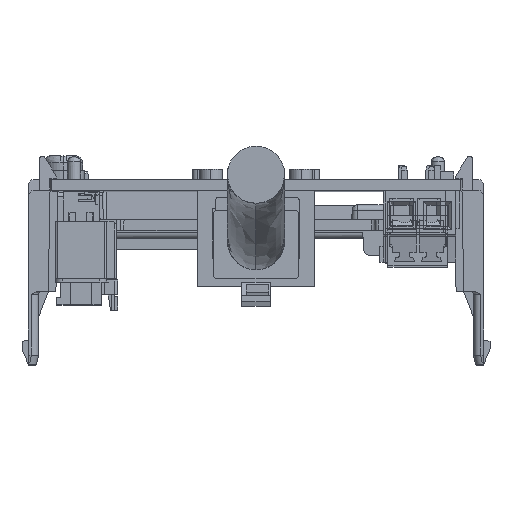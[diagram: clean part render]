
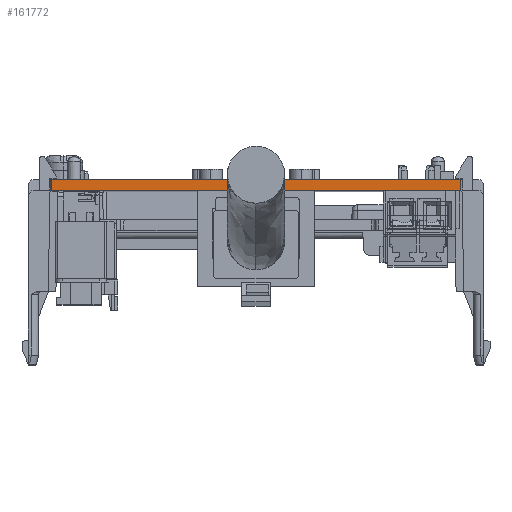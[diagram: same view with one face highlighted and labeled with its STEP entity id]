
A CAD part, top view. The second image highlights one B-rep face of the part: STEP entity #161772.
In plain terms, the highlighted planar face has unit normal (0, 0, 1).
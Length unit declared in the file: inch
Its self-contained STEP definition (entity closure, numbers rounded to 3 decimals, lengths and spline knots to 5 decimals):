
#4081 = DIRECTION ( 'NONE',  ( 1., 0., 0. ) ) ;
#10490 = EDGE_CURVE ( 'NONE', #56009, #145865, #94802, .T. ) ;
#11087 = AXIS2_PLACEMENT_3D ( 'NONE', #68766, #17445, #4081 ) ;
#17445 = DIRECTION ( 'NONE',  ( 0., 0., 1. ) ) ;
#19165 = CARTESIAN_POINT ( 'NONE',  ( -1.12992, -0.0315, 0. ) ) ;
#27707 = LINE ( 'NONE', #94830, #159571 ) ;
#29020 = DIRECTION ( 'NONE',  ( -1., 0., 0. ) ) ;
#31964 = PLANE ( 'NONE',  #11087 ) ;
#34252 = DIRECTION ( 'NONE',  ( -1., 0., 0. ) ) ;
#44992 = CARTESIAN_POINT ( 'NONE',  ( 1.12992, -0.0315, 0. ) ) ;
#45750 = LINE ( 'NONE', #19165, #133742 ) ;
#49297 = ORIENTED_EDGE ( 'NONE', *, *, #129244, .F. ) ;
#55581 = EDGE_CURVE ( 'NONE', #56009, #130650, #72905, .T. ) ;
#56009 = VERTEX_POINT ( 'NONE', #160616 ) ;
#56864 = VECTOR ( 'NONE', #34252, 39.37008 ) ;
#68766 = CARTESIAN_POINT ( 'NONE',  ( 1.12992, -0.0315, 0. ) ) ;
#68906 = EDGE_CURVE ( 'NONE', #145865, #92194, #27707, .T. ) ;
#72905 = LINE ( 'NONE', #160455, #56864 ) ;
#92025 = CARTESIAN_POINT ( 'NONE',  ( -1.12992, 0.0315, 0. ) ) ;
#92194 = VERTEX_POINT ( 'NONE', #92025 ) ;
#94802 = LINE ( 'NONE', #44992, #98814 ) ;
#94830 = CARTESIAN_POINT ( 'NONE',  ( 1.12992, 0.0315, 0. ) ) ;
#95788 = DIRECTION ( 'NONE',  ( 0., 1., 0. ) ) ;
#98814 = VECTOR ( 'NONE', #95788, 39.37008 ) ;
#116224 = ORIENTED_EDGE ( 'NONE', *, *, #55581, .F. ) ;
#117405 = ORIENTED_EDGE ( 'NONE', *, *, #10490, .T. ) ;
#117912 = ORIENTED_EDGE ( 'NONE', *, *, #68906, .T. ) ;
#125998 = EDGE_LOOP ( 'NONE', ( #49297, #116224, #117405, #117912 ) ) ;
#129244 = EDGE_CURVE ( 'NONE', #130650, #92194, #45750, .T. ) ;
#130650 = VERTEX_POINT ( 'NONE', #151551 ) ;
#133742 = VECTOR ( 'NONE', #147546, 39.37008 ) ;
#145698 = CARTESIAN_POINT ( 'NONE',  ( 1.12992, 0.0315, 0. ) ) ;
#145865 = VERTEX_POINT ( 'NONE', #145698 ) ;
#147546 = DIRECTION ( 'NONE',  ( 0., 1., 0. ) ) ;
#151551 = CARTESIAN_POINT ( 'NONE',  ( -1.12992, -0.0315, 0. ) ) ;
#157260 = FACE_OUTER_BOUND ( 'NONE', #125998, .T. ) ;
#159571 = VECTOR ( 'NONE', #29020, 39.37008 ) ;
#160455 = CARTESIAN_POINT ( 'NONE',  ( 0., -0.0315, 0. ) ) ;
#160616 = CARTESIAN_POINT ( 'NONE',  ( 1.12992, -0.0315, 0. ) ) ;
#161772 = ADVANCED_FACE ( 'NONE', ( #157260 ), #31964, .T. ) ;
